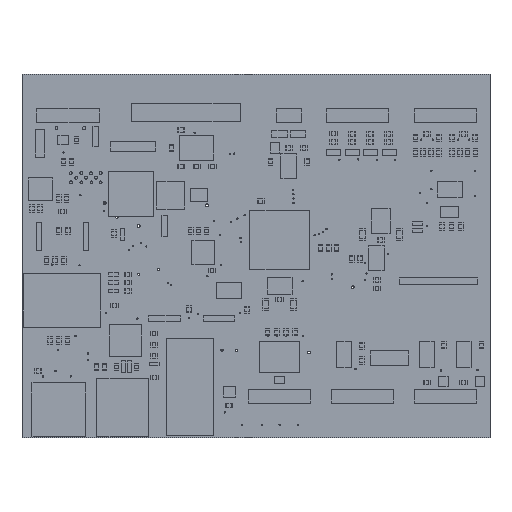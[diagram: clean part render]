
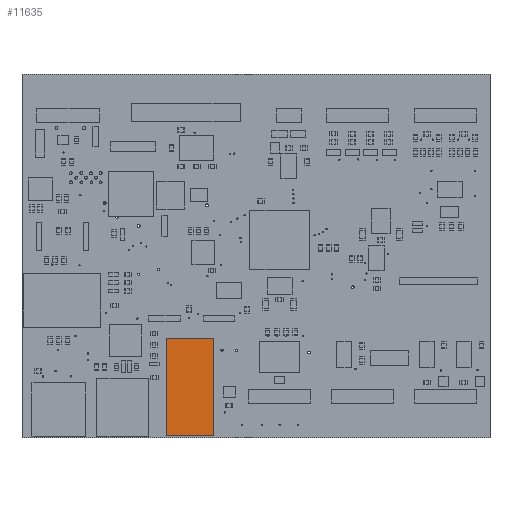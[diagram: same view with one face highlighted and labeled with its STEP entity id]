
A CAD part, top view. The second image highlights one B-rep face of the part: STEP entity #11635.
In plain terms, the highlighted planar face has unit normal (0, 0, 1).
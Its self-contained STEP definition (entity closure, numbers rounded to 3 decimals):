
#1303=PLANE('',#13257);
#1878=FACE_OUTER_BOUND('',#2847,.T.);
#2847=EDGE_LOOP('',(#9240,#9241,#9242,#9243));
#3436=LINE('',#18552,#4457);
#3439=LINE('',#18558,#4460);
#3442=LINE('',#18564,#4463);
#3445=LINE('',#18568,#4466);
#4457=VECTOR('',#15275,10.);
#4460=VECTOR('',#15280,10.);
#4463=VECTOR('',#15285,10.);
#4466=VECTOR('',#15290,10.);
#6069=VERTEX_POINT('',#18549);
#6070=VERTEX_POINT('',#18551);
#6072=VERTEX_POINT('',#18557);
#6074=VERTEX_POINT('',#18563);
#7212=EDGE_CURVE('',#6070,#6069,#3436,.T.);
#7215=EDGE_CURVE('',#6072,#6070,#3439,.T.);
#7218=EDGE_CURVE('',#6074,#6072,#3442,.T.);
#7221=EDGE_CURVE('',#6069,#6074,#3445,.T.);
#9240=ORIENTED_EDGE('',*,*,#7221,.T.);
#9241=ORIENTED_EDGE('',*,*,#7218,.T.);
#9242=ORIENTED_EDGE('',*,*,#7215,.T.);
#9243=ORIENTED_EDGE('',*,*,#7212,.T.);
#11635=ADVANCED_FACE('',(#1878),#1303,.T.);
#13257=AXIS2_PLACEMENT_3D('',#18569,#15291,#15292);
#15275=DIRECTION('',(-1.,0.,0.));
#15280=DIRECTION('',(0.,1.,0.));
#15285=DIRECTION('',(1.,0.,0.));
#15290=DIRECTION('',(0.,-1.,0.));
#15291=DIRECTION('center_axis',(0.,0.,1.));
#15292=DIRECTION('ref_axis',(1.,0.,0.));
#18549=CARTESIAN_POINT('',(-7.25,7.1,0.1));
#18551=CARTESIAN_POINT('',(5.75,7.1,0.1));
#18552=CARTESIAN_POINT('',(5.75,7.1,0.1));
#18557=CARTESIAN_POINT('',(5.75,-19.8,0.1));
#18558=CARTESIAN_POINT('',(5.75,-19.8,0.1));
#18563=CARTESIAN_POINT('',(-7.25,-19.8,0.1));
#18564=CARTESIAN_POINT('',(-7.25,-19.8,0.1));
#18568=CARTESIAN_POINT('',(-7.25,7.1,0.1));
#18569=CARTESIAN_POINT('Origin',(-0.75,-6.35,0.1));
